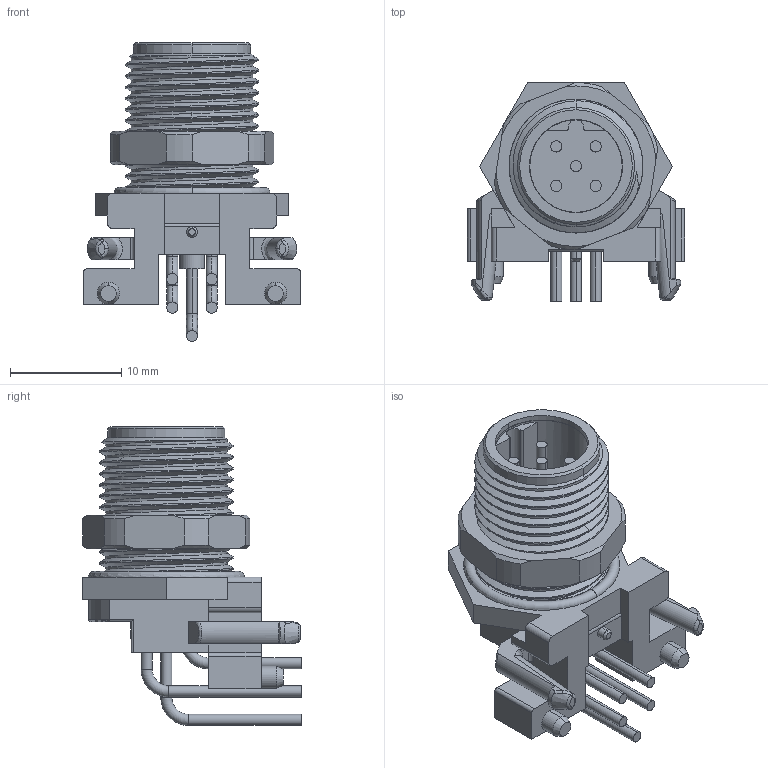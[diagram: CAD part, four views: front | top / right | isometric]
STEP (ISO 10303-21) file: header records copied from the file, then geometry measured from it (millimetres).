
FILE_DESCRIPTION((''),'2;1');
FILE_NAME('C-T4144415051-000','2016-12-21T',('workeradm'),('Tyco Electronics Ltd.'),'CREO PARAMETRIC BY PTC INC, 2016050','CREO PARAMETRIC BY PTC INC, 2016050','');
FILE_SCHEMA(('AUTOMOTIVE_DESIGN { 1 0 10303 214 1 1 1 1 }'));
Length unit declared in the file: millimetre
Products named in the file (1): C-T4144415051-000
Bounding box: 19.5 x 19.6 x 26.81 mm (x, y, z)
Volume: 2445.1 mm3; surface area: 2671.4 mm2
Topology: 1 solids, 1 shells, 388 faces, 1036 edges, 670 vertices
Faces by surface type: plane 225, cylinder 94, bspline 26, cone 26, torus 15, sphere 2
Entity records: 18328 total; most frequent: CARTESIAN_POINT 8673, ORIENTED_EDGE 2072, DIRECTION 1821, EDGE_CURVE 1036, VECTOR 695, LINE 695, VERTEX_POINT 670, AXIS2_PLACEMENT_3D 563
